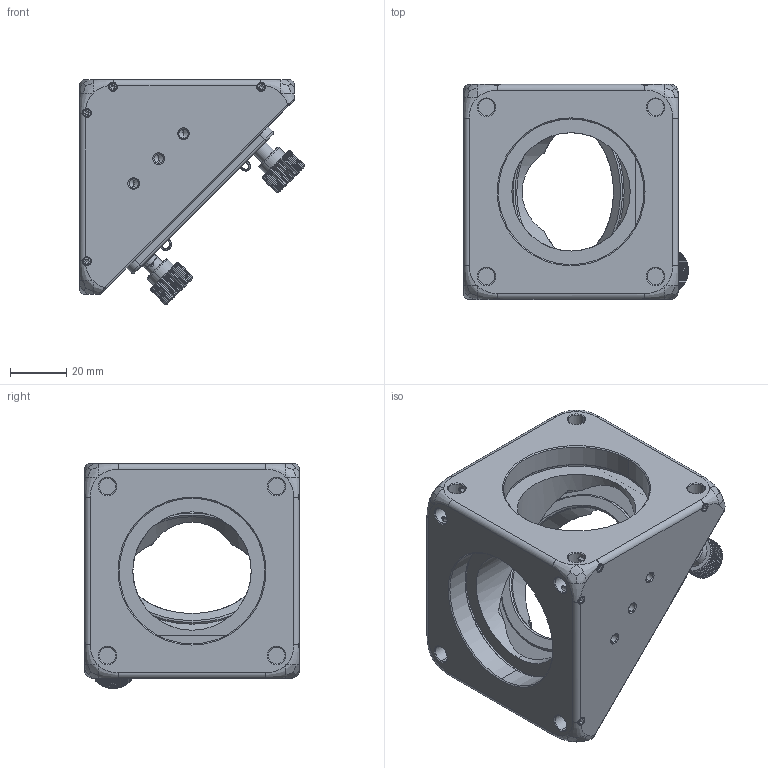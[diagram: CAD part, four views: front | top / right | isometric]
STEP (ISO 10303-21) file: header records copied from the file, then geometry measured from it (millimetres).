
FILE_DESCRIPTION (( 'STEP AP203' ), '1' );
FILE_NAME ('CSRA2-B.STEP', '2025-10-14T09:41:18', ( '' ), ( '' ), 'SwSTEP 2.0', 'SolidWorks 2020', '' );
FILE_SCHEMA (( 'CONFIG_CONTROL_DESIGN' ));
Products named in the file (1): CSRA2-B
Bounding box: 79.7 x 76.2 x 79.7 mm (x, y, z)
Volume: 155815.5 mm3; surface area: 51723.9 mm2
Topology: 30 solids, 30 shells, 1537 faces, 3983 edges, 2486 vertices
Faces by surface type: plane 709, cylinder 367, cone 244, bspline 160, torus 41, sphere 16
Entity records: 70058 total; most frequent: CARTESIAN_POINT 35180, ORIENTED_EDGE 7762, DIRECTION 6412, EDGE_CURVE 3881, VERTEX_POINT 2480, AXIS2_PLACEMENT_3D 2446, EDGE_LOOP 1661, FACE_OUTER_BOUND 1537
